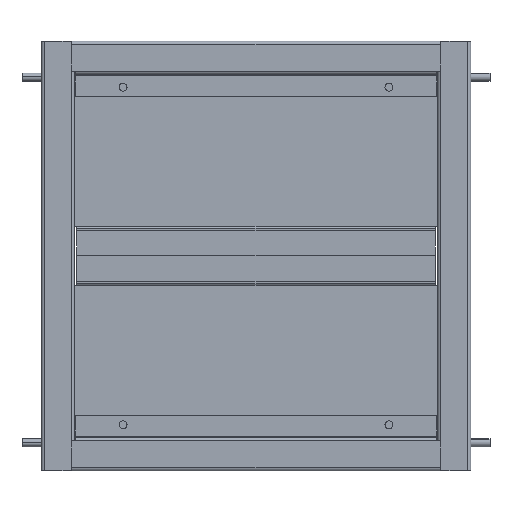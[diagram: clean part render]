
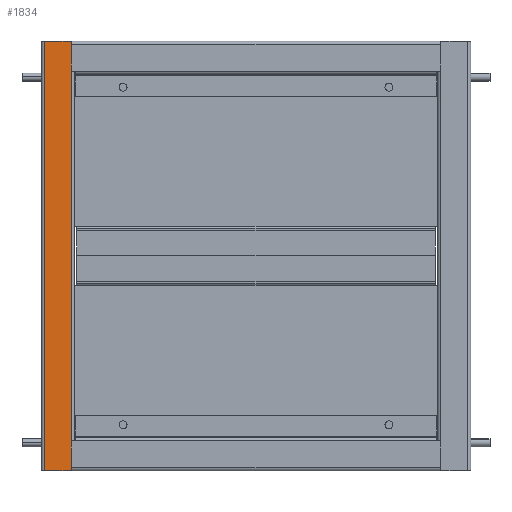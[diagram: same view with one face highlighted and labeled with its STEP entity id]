
A CAD part, front view. The second image highlights one B-rep face of the part: STEP entity #1834.
In plain terms, the highlighted planar face has unit normal (0, -1, 0).
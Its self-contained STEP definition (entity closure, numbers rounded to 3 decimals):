
#97 = DIRECTION ( 'NONE',  ( 0., 0., 1. ) ) ;
#174 = VERTEX_POINT ( 'NONE', #431 ) ;
#427 = VECTOR ( 'NONE', #97, 1000. ) ;
#431 = CARTESIAN_POINT ( 'NONE',  ( 2.5, 0., 161.5 ) ) ;
#608 = LINE ( 'NONE', #1431, #3114 ) ;
#720 = LINE ( 'NONE', #3124, #2447 ) ;
#836 = DIRECTION ( 'NONE',  ( 0., 0., 1. ) ) ;
#883 = CARTESIAN_POINT ( 'NONE',  ( 22.5, 0., 161.5 ) ) ;
#1119 = EDGE_CURVE ( 'NONE', #3235, #1409, #1265, .T. ) ;
#1187 = DIRECTION ( 'NONE',  ( 0., 0., -1. ) ) ;
#1265 = LINE ( 'NONE', #3650, #427 ) ;
#1409 = VERTEX_POINT ( 'NONE', #4576 ) ;
#1431 = CARTESIAN_POINT ( 'NONE',  ( 0., 0., -161.5 ) ) ;
#1508 = EDGE_LOOP ( 'NONE', ( #4820, #5112, #3571, #3926, #2528, #4806 ) ) ;
#1663 = VERTEX_POINT ( 'NONE', #2832 ) ;
#1666 = VERTEX_POINT ( 'NONE', #4258 ) ;
#1694 = CARTESIAN_POINT ( 'NONE',  ( 2.5, 0., -161.5 ) ) ;
#1834 = ADVANCED_FACE ( 'NONE', ( #3185 ), #5078, .T. ) ;
#1944 = LINE ( 'NONE', #883, #3348 ) ;
#2001 = CARTESIAN_POINT ( 'NONE',  ( 0., 0., 0. ) ) ;
#2353 = DIRECTION ( 'NONE',  ( 0., 0., -1. ) ) ;
#2415 = CARTESIAN_POINT ( 'NONE',  ( 22.5, 0., -161.5 ) ) ;
#2447 = VECTOR ( 'NONE', #1187, 1000. ) ;
#2528 = ORIENTED_EDGE ( 'NONE', *, *, #4247, .F. ) ;
#2561 = EDGE_CURVE ( 'NONE', #1409, #1666, #4458, .T. ) ;
#2572 = VERTEX_POINT ( 'NONE', #1694 ) ;
#2601 = DIRECTION ( 'NONE',  ( -1., 0., 0. ) ) ;
#2676 = VECTOR ( 'NONE', #836, 1000. ) ;
#2832 = CARTESIAN_POINT ( 'NONE',  ( 22.5, 0., 161.5 ) ) ;
#2962 = EDGE_CURVE ( 'NONE', #1663, #1666, #1944, .T. ) ;
#3114 = VECTOR ( 'NONE', #2601, 1000. ) ;
#3124 = CARTESIAN_POINT ( 'NONE',  ( 2.5, 0., 161.5 ) ) ;
#3185 = FACE_OUTER_BOUND ( 'NONE', #1508, .T. ) ;
#3235 = VERTEX_POINT ( 'NONE', #4948 ) ;
#3248 = CARTESIAN_POINT ( 'NONE',  ( 25., 0., 161.5 ) ) ;
#3301 = LINE ( 'NONE', #3248, #3444 ) ;
#3348 = VECTOR ( 'NONE', #4452, 1000. ) ;
#3444 = VECTOR ( 'NONE', #3640, 1000. ) ;
#3571 = ORIENTED_EDGE ( 'NONE', *, *, #2561, .T. ) ;
#3576 = DIRECTION ( 'NONE',  ( 0., -1., 0. ) ) ;
#3640 = DIRECTION ( 'NONE',  ( 1., 0., 0. ) ) ;
#3650 = CARTESIAN_POINT ( 'NONE',  ( 22.5, 0., -161.5 ) ) ;
#3926 = ORIENTED_EDGE ( 'NONE', *, *, #2962, .F. ) ;
#4176 = AXIS2_PLACEMENT_3D ( 'NONE', #2001, #3576, #2353 ) ;
#4247 = EDGE_CURVE ( 'NONE', #174, #1663, #3301, .T. ) ;
#4258 = CARTESIAN_POINT ( 'NONE',  ( 22.5, 0., 139. ) ) ;
#4416 = EDGE_CURVE ( 'NONE', #3235, #2572, #608, .T. ) ;
#4452 = DIRECTION ( 'NONE',  ( 0., 0., -1. ) ) ;
#4458 = LINE ( 'NONE', #2415, #2676 ) ;
#4576 = CARTESIAN_POINT ( 'NONE',  ( 22.5, 0., -139. ) ) ;
#4806 = ORIENTED_EDGE ( 'NONE', *, *, #5028, .T. ) ;
#4820 = ORIENTED_EDGE ( 'NONE', *, *, #4416, .F. ) ;
#4948 = CARTESIAN_POINT ( 'NONE',  ( 22.5, 0., -161.5 ) ) ;
#5028 = EDGE_CURVE ( 'NONE', #174, #2572, #720, .T. ) ;
#5078 = PLANE ( 'NONE',  #4176 ) ;
#5112 = ORIENTED_EDGE ( 'NONE', *, *, #1119, .T. ) ;
